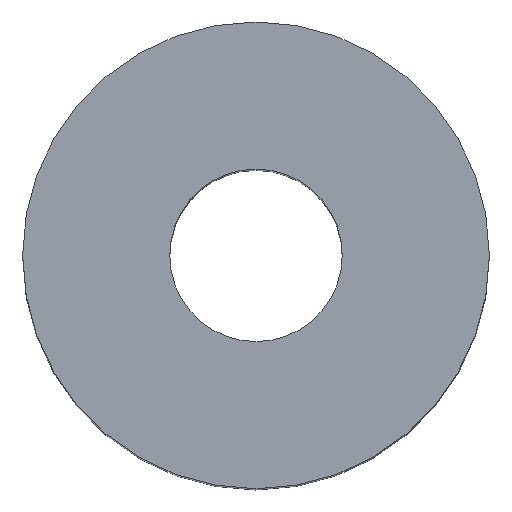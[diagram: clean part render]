
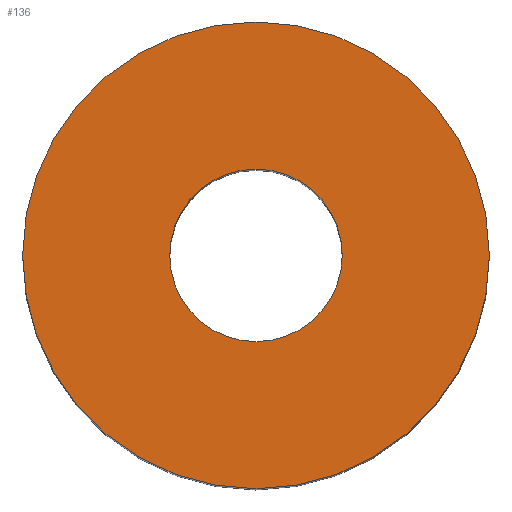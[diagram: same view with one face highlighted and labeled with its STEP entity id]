
A CAD part, top view. The second image highlights one B-rep face of the part: STEP entity #136.
In plain terms, the highlighted planar face has unit normal (0, 0, 1).
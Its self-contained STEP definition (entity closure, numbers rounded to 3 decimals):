
#4 = CARTESIAN_POINT ( 'NONE',  ( 0., 0., 7.2 ) ) ;
#10 = DIRECTION ( 'NONE',  ( 0., 0., 1. ) ) ;
#23 = EDGE_CURVE ( 'NONE', #119, #142, #70, .T. ) ;
#28 = EDGE_CURVE ( 'NONE', #167, #43, #206, .T. ) ;
#32 = AXIS2_PLACEMENT_3D ( 'NONE', #122, #10, #211 ) ;
#42 = CIRCLE ( 'NONE', #191, 0.85 ) ;
#43 = VERTEX_POINT ( 'NONE', #113 ) ;
#44 = PLANE ( 'NONE',  #32 ) ;
#61 = DIRECTION ( 'NONE',  ( 1., 0., 0. ) ) ;
#70 = CIRCLE ( 'NONE', #207, 2.3 ) ;
#72 = DIRECTION ( 'NONE',  ( 0., 0., 1. ) ) ;
#76 = EDGE_LOOP ( 'NONE', ( #193, #186 ) ) ;
#84 = CARTESIAN_POINT ( 'NONE',  ( 2.3, 0., 7.2 ) ) ;
#90 = AXIS2_PLACEMENT_3D ( 'NONE', #4, #201, #176 ) ;
#99 = CARTESIAN_POINT ( 'NONE',  ( -2.3, 0., 7.2 ) ) ;
#113 = CARTESIAN_POINT ( 'NONE',  ( -0.85, 0., 7.2 ) ) ;
#119 = VERTEX_POINT ( 'NONE', #84 ) ;
#121 = ORIENTED_EDGE ( 'NONE', *, *, #147, .T. ) ;
#122 = CARTESIAN_POINT ( 'NONE',  ( 0., 0., 7.2 ) ) ;
#135 = DIRECTION ( 'NONE',  ( 0., 0., 1. ) ) ;
#136 = ADVANCED_FACE ( 'NONE', ( #239, #178 ), #44, .T. ) ;
#137 = AXIS2_PLACEMENT_3D ( 'NONE', #162, #163, #61 ) ;
#138 = CARTESIAN_POINT ( 'NONE',  ( 0.85, 0., 7.2 ) ) ;
#139 = EDGE_LOOP ( 'NONE', ( #121, #204 ) ) ;
#142 = VERTEX_POINT ( 'NONE', #99 ) ;
#147 = EDGE_CURVE ( 'NONE', #142, #119, #188, .T. ) ;
#148 = DIRECTION ( 'NONE',  ( 1., 0., 0. ) ) ;
#162 = CARTESIAN_POINT ( 'NONE',  ( 0., 0., 7.2 ) ) ;
#163 = DIRECTION ( 'NONE',  ( 0., 0., 1. ) ) ;
#167 = VERTEX_POINT ( 'NONE', #138 ) ;
#176 = DIRECTION ( 'NONE',  ( 1., 0., 0. ) ) ;
#178 = FACE_BOUND ( 'NONE', #76, .T. ) ;
#186 = ORIENTED_EDGE ( 'NONE', *, *, #28, .F. ) ;
#188 = CIRCLE ( 'NONE', #137, 2.3 ) ;
#191 = AXIS2_PLACEMENT_3D ( 'NONE', #222, #135, #219 ) ;
#193 = ORIENTED_EDGE ( 'NONE', *, *, #198, .F. ) ;
#198 = EDGE_CURVE ( 'NONE', #43, #167, #42, .T. ) ;
#201 = DIRECTION ( 'NONE',  ( 0., 0., 1. ) ) ;
#204 = ORIENTED_EDGE ( 'NONE', *, *, #23, .T. ) ;
#206 = CIRCLE ( 'NONE', #90, 0.85 ) ;
#207 = AXIS2_PLACEMENT_3D ( 'NONE', #247, #72, #148 ) ;
#211 = DIRECTION ( 'NONE',  ( 1., 0., 0. ) ) ;
#219 = DIRECTION ( 'NONE',  ( 1., 0., 0. ) ) ;
#222 = CARTESIAN_POINT ( 'NONE',  ( 0., 0., 7.2 ) ) ;
#239 = FACE_OUTER_BOUND ( 'NONE', #139, .T. ) ;
#247 = CARTESIAN_POINT ( 'NONE',  ( 0., 0., 7.2 ) ) ;
